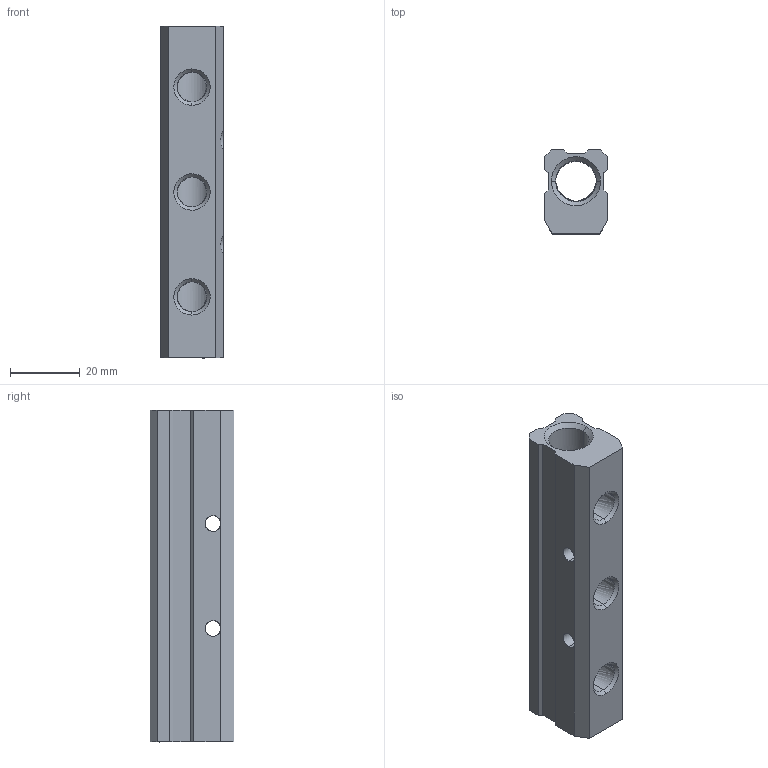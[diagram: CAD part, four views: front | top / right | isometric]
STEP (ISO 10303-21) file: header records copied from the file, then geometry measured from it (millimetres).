
FILE_DESCRIPTION (( 'STEP AP214' ), '1' );
FILE_NAME ('DRF.2F02.3F01.STEP', '2018-09-05T10:11:54', ( '' ), ( '' ), 'SwSTEP 2.0', 'SolidWorks 2018', '' );
FILE_SCHEMA (( 'AUTOMOTIVE_DESIGN' ));
Length unit declared in the file: millimetre
Products named in the file (1): DRF.2F02.3F01
Bounding box: 18 x 24 x 95 mm (x, y, z)
Volume: 25549.3 mm3; surface area: 12601.6 mm2
Topology: 1 solids, 1 shells, 54 faces, 148 edges, 94 vertices
Faces by surface type: bspline 54
Entity records: 2799 total; most frequent: CARTESIAN_POINT 1891, ORIENTED_EDGE 296, EDGE_CURVE 148, B_SPLINE_CURVE_WITH_KNOTS 123, VERTEX_POINT 94, EDGE_LOOP 64, FACE_OUTER_BOUND 54, ADVANCED_FACE 54
